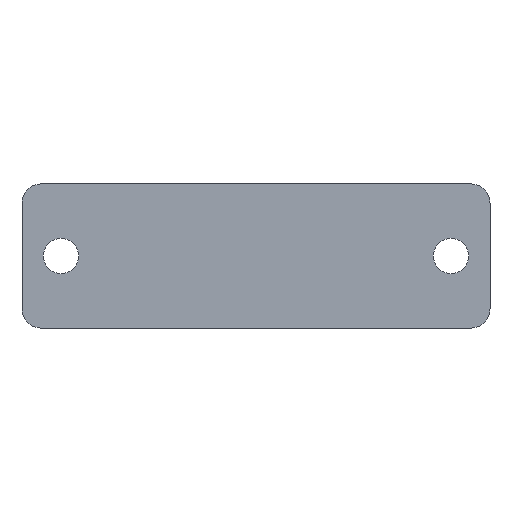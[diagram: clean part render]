
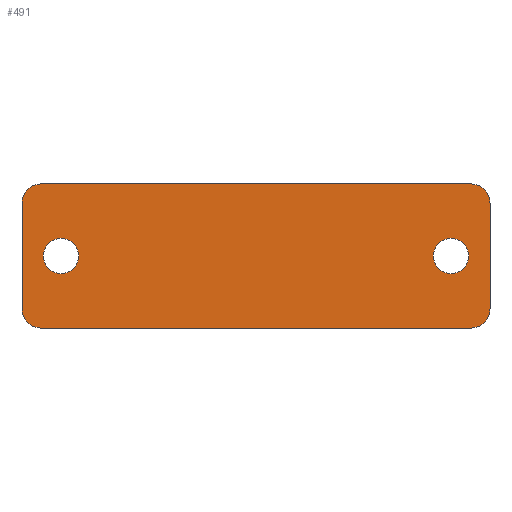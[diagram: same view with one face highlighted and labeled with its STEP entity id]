
A CAD part, front view. The second image highlights one B-rep face of the part: STEP entity #491.
In plain terms, the highlighted planar face has unit normal (0, -1, 0).
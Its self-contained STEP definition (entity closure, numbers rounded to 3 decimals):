
#2 = CARTESIAN_POINT ( 'NONE',  ( -27.5, -3.55, 9.25 ) ) ;
#7 = CARTESIAN_POINT ( 'NONE',  ( -25., -3.55, 0. ) ) ;
#12 = CARTESIAN_POINT ( 'NONE',  ( -30., -3.55, 6.75 ) ) ;
#19 = EDGE_LOOP ( 'NONE', ( #92, #93 ) ) ;
#22 = AXIS2_PLACEMENT_3D ( 'NONE', #287, #171, #132 ) ;
#26 = CARTESIAN_POINT ( 'NONE',  ( -25., -3.55, 2.25 ) ) ;
#29 = DIRECTION ( 'NONE',  ( 0., 1., 0. ) ) ;
#31 = EDGE_CURVE ( 'NONE', #197, #619, #615, .T. ) ;
#37 = DIRECTION ( 'NONE',  ( 0., 0., 1. ) ) ;
#43 = AXIS2_PLACEMENT_3D ( 'NONE', #498, #120, #185 ) ;
#45 = CIRCLE ( 'NONE', #629, 2.5 ) ;
#68 = EDGE_CURVE ( 'NONE', #408, #764, #129, .T. ) ;
#77 = VECTOR ( 'NONE', #352, 1000. ) ;
#84 = VERTEX_POINT ( 'NONE', #592 ) ;
#92 = ORIENTED_EDGE ( 'NONE', *, *, #306, .T. ) ;
#93 = ORIENTED_EDGE ( 'NONE', *, *, #68, .T. ) ;
#102 = VERTEX_POINT ( 'NONE', #596 ) ;
#112 = ORIENTED_EDGE ( 'NONE', *, *, #31, .F. ) ;
#116 = VECTOR ( 'NONE', #137, 1000. ) ;
#119 = ORIENTED_EDGE ( 'NONE', *, *, #445, .F. ) ;
#120 = DIRECTION ( 'NONE',  ( 0., -1., 0. ) ) ;
#129 = CIRCLE ( 'NONE', #712, 2.25 ) ;
#132 = DIRECTION ( 'NONE',  ( 0., 0., 1. ) ) ;
#137 = DIRECTION ( 'NONE',  ( 0., 0., -1. ) ) ;
#140 = ORIENTED_EDGE ( 'NONE', *, *, #570, .T. ) ;
#149 = DIRECTION ( 'NONE',  ( 0., -1., 0. ) ) ;
#162 = LINE ( 'NONE', #495, #116 ) ;
#169 = ORIENTED_EDGE ( 'NONE', *, *, #208, .T. ) ;
#170 = FACE_OUTER_BOUND ( 'NONE', #230, .T. ) ;
#171 = DIRECTION ( 'NONE',  ( 0., -1., 0. ) ) ;
#182 = CARTESIAN_POINT ( 'NONE',  ( 30., -3.55, -6.75 ) ) ;
#185 = DIRECTION ( 'NONE',  ( 0., 0., 1. ) ) ;
#186 = DIRECTION ( 'NONE',  ( 0., 1., 0. ) ) ;
#197 = VERTEX_POINT ( 'NONE', #494 ) ;
#204 = LINE ( 'NONE', #286, #77 ) ;
#208 = EDGE_CURVE ( 'NONE', #84, #233, #45, .T. ) ;
#212 = DIRECTION ( 'NONE',  ( 0., 0., 1. ) ) ;
#228 = EDGE_CURVE ( 'NONE', #373, #456, #365, .T. ) ;
#230 = EDGE_LOOP ( 'NONE', ( #112, #140, #309, #169, #119, #275, #435, #379 ) ) ;
#233 = VERTEX_POINT ( 'NONE', #666 ) ;
#244 = DIRECTION ( 'NONE',  ( 0., 1., 0. ) ) ;
#245 = DIRECTION ( 'NONE',  ( 0., 0., 1. ) ) ;
#247 = AXIS2_PLACEMENT_3D ( 'NONE', #534, #29, #484 ) ;
#256 = CARTESIAN_POINT ( 'NONE',  ( -25., -3.55, 0. ) ) ;
#275 = ORIENTED_EDGE ( 'NONE', *, *, #745, .T. ) ;
#285 = CARTESIAN_POINT ( 'NONE',  ( 0., -3.55, 0. ) ) ;
#286 = CARTESIAN_POINT ( 'NONE',  ( 30., -3.55, 9.25 ) ) ;
#287 = CARTESIAN_POINT ( 'NONE',  ( -27.5, -3.55, -6.75 ) ) ;
#297 = DIRECTION ( 'NONE',  ( -1., 0., 0. ) ) ;
#298 = CARTESIAN_POINT ( 'NONE',  ( -30., -3.55, 9.25 ) ) ;
#303 = CIRCLE ( 'NONE', #762, 2.25 ) ;
#306 = EDGE_CURVE ( 'NONE', #764, #408, #303, .T. ) ;
#309 = ORIENTED_EDGE ( 'NONE', *, *, #326, .F. ) ;
#311 = VERTEX_POINT ( 'NONE', #2 ) ;
#324 = EDGE_CURVE ( 'NONE', #102, #466, #472, .T. ) ;
#326 = EDGE_CURVE ( 'NONE', #84, #557, #162, .T. ) ;
#329 = VECTOR ( 'NONE', #424, 1000. ) ;
#334 = EDGE_CURVE ( 'NONE', #456, #373, #452, .T. ) ;
#344 = DIRECTION ( 'NONE',  ( 0., 1., 0. ) ) ;
#352 = DIRECTION ( 'NONE',  ( 1., 0., 0. ) ) ;
#365 = CIRCLE ( 'NONE', #247, 2.25 ) ;
#367 = AXIS2_PLACEMENT_3D ( 'NONE', #524, #149, #574 ) ;
#373 = VERTEX_POINT ( 'NONE', #727 ) ;
#379 = ORIENTED_EDGE ( 'NONE', *, *, #544, .T. ) ;
#390 = DIRECTION ( 'NONE',  ( 0., 0., 1. ) ) ;
#405 = ORIENTED_EDGE ( 'NONE', *, *, #228, .T. ) ;
#408 = VERTEX_POINT ( 'NONE', #584 ) ;
#410 = DIRECTION ( 'NONE',  ( 0., 1., 0. ) ) ;
#424 = DIRECTION ( 'NONE',  ( 0., 0., 1. ) ) ;
#429 = CIRCLE ( 'NONE', #367, 2.5 ) ;
#435 = ORIENTED_EDGE ( 'NONE', *, *, #324, .F. ) ;
#439 = CIRCLE ( 'NONE', #22, 2.5 ) ;
#445 = EDGE_CURVE ( 'NONE', #311, #233, #204, .T. ) ;
#446 = CARTESIAN_POINT ( 'NONE',  ( 27.5, -3.55, 6.75 ) ) ;
#452 = CIRCLE ( 'NONE', #755, 2.25 ) ;
#456 = VERTEX_POINT ( 'NONE', #610 ) ;
#466 = VERTEX_POINT ( 'NONE', #12 ) ;
#468 = ORIENTED_EDGE ( 'NONE', *, *, #334, .T. ) ;
#472 = LINE ( 'NONE', #298, #329 ) ;
#484 = DIRECTION ( 'NONE',  ( 0., 0., 1. ) ) ;
#485 = EDGE_LOOP ( 'NONE', ( #405, #468 ) ) ;
#491 = ADVANCED_FACE ( 'NONE', ( #782, #670, #170 ), #771, .F. ) ;
#494 = CARTESIAN_POINT ( 'NONE',  ( 27.5, -3.55, -9.25 ) ) ;
#495 = CARTESIAN_POINT ( 'NONE',  ( 30., -3.55, 9.25 ) ) ;
#498 = CARTESIAN_POINT ( 'NONE',  ( 27.5, -3.55, -6.75 ) ) ;
#504 = CARTESIAN_POINT ( 'NONE',  ( -27.5, -3.55, -9.25 ) ) ;
#509 = DIRECTION ( 'NONE',  ( 0., 0., 1. ) ) ;
#524 = CARTESIAN_POINT ( 'NONE',  ( -27.5, -3.55, 6.75 ) ) ;
#534 = CARTESIAN_POINT ( 'NONE',  ( 25., -3.55, 0. ) ) ;
#544 = EDGE_CURVE ( 'NONE', #102, #619, #439, .T. ) ;
#557 = VERTEX_POINT ( 'NONE', #182 ) ;
#563 = DIRECTION ( 'NONE',  ( 0., -1., 0. ) ) ;
#570 = EDGE_CURVE ( 'NONE', #197, #557, #575, .T. ) ;
#574 = DIRECTION ( 'NONE',  ( 0., 0., 1. ) ) ;
#575 = CIRCLE ( 'NONE', #43, 2.5 ) ;
#584 = CARTESIAN_POINT ( 'NONE',  ( -25., -3.55, -2.25 ) ) ;
#592 = CARTESIAN_POINT ( 'NONE',  ( 30., -3.55, 6.75 ) ) ;
#596 = CARTESIAN_POINT ( 'NONE',  ( -30., -3.55, -6.75 ) ) ;
#610 = CARTESIAN_POINT ( 'NONE',  ( 25., -3.55, -2.25 ) ) ;
#615 = LINE ( 'NONE', #757, #767 ) ;
#619 = VERTEX_POINT ( 'NONE', #504 ) ;
#629 = AXIS2_PLACEMENT_3D ( 'NONE', #446, #563, #212 ) ;
#664 = AXIS2_PLACEMENT_3D ( 'NONE', #285, #410, #509 ) ;
#665 = CARTESIAN_POINT ( 'NONE',  ( 25., -3.55, 0. ) ) ;
#666 = CARTESIAN_POINT ( 'NONE',  ( 27.5, -3.55, 9.25 ) ) ;
#670 = FACE_BOUND ( 'NONE', #485, .T. ) ;
#712 = AXIS2_PLACEMENT_3D ( 'NONE', #7, #344, #390 ) ;
#727 = CARTESIAN_POINT ( 'NONE',  ( 25., -3.55, 2.25 ) ) ;
#745 = EDGE_CURVE ( 'NONE', #311, #466, #429, .T. ) ;
#755 = AXIS2_PLACEMENT_3D ( 'NONE', #665, #244, #245 ) ;
#757 = CARTESIAN_POINT ( 'NONE',  ( 30., -3.55, -9.25 ) ) ;
#762 = AXIS2_PLACEMENT_3D ( 'NONE', #256, #186, #37 ) ;
#764 = VERTEX_POINT ( 'NONE', #26 ) ;
#767 = VECTOR ( 'NONE', #297, 1000. ) ;
#771 = PLANE ( 'NONE',  #664 ) ;
#782 = FACE_BOUND ( 'NONE', #19, .T. ) ;
